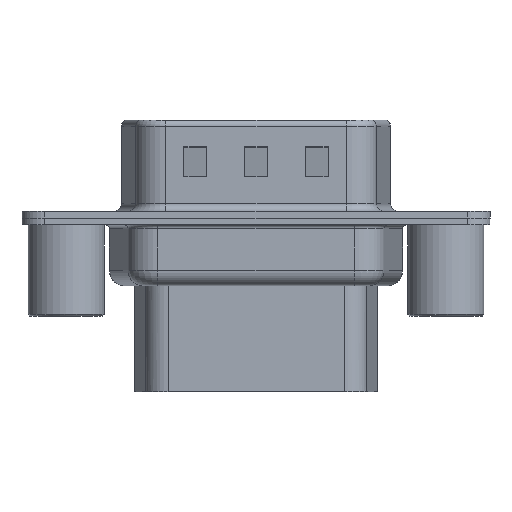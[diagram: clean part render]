
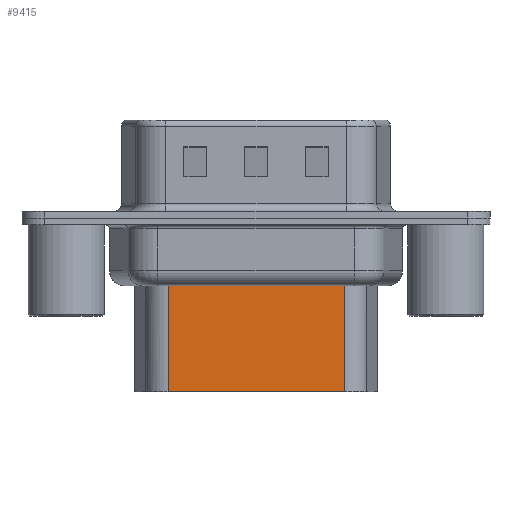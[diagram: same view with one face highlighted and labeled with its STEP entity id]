
A CAD part, front view. The second image highlights one B-rep face of the part: STEP entity #9415.
In plain terms, the highlighted planar face has unit normal (0, -1, 0).
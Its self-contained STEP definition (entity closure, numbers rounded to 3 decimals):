
#64 = DIRECTION ( 'NONE',  ( 1., 0., 0. ) ) ;
#974 = LINE ( 'NONE', #11799, #11139 ) ;
#1361 = CARTESIAN_POINT ( 'NONE',  ( 18.294, -3.5, -11.45 ) ) ;
#1443 = CARTESIAN_POINT ( 'NONE',  ( 18.294, -3.5, -4.097 ) ) ;
#1581 = DIRECTION ( 'NONE',  ( -1., 0., 0. ) ) ;
#1749 = VERTEX_POINT ( 'NONE', #12359 ) ;
#2034 = EDGE_CURVE ( 'NONE', #1749, #9691, #974, .T. ) ;
#2519 = CARTESIAN_POINT ( 'NONE',  ( 6.706, -3.5, -11.45 ) ) ;
#2558 = LINE ( 'NONE', #12389, #3159 ) ;
#3159 = VECTOR ( 'NONE', #1581, 1000. ) ;
#3607 = DIRECTION ( 'NONE',  ( 0., 0., -1. ) ) ;
#3708 = DIRECTION ( 'NONE',  ( -1., 0., 0. ) ) ;
#4001 = CARTESIAN_POINT ( 'NONE',  ( 6.706, -3.5, -3.1 ) ) ;
#4407 = LINE ( 'NONE', #6645, #11954 ) ;
#4738 = VECTOR ( 'NONE', #3607, 1000. ) ;
#5078 = ORIENTED_EDGE ( 'NONE', *, *, #10637, .T. ) ;
#5188 = VERTEX_POINT ( 'NONE', #1361 ) ;
#5392 = EDGE_CURVE ( 'NONE', #12420, #5188, #7986, .T. ) ;
#5672 = ORIENTED_EDGE ( 'NONE', *, *, #5392, .F. ) ;
#5678 = FACE_OUTER_BOUND ( 'NONE', #10498, .T. ) ;
#5901 = DIRECTION ( 'NONE',  ( 0., 0., -1. ) ) ;
#6590 = ORIENTED_EDGE ( 'NONE', *, *, #2034, .T. ) ;
#6645 = CARTESIAN_POINT ( 'NONE',  ( 6.459, -3.5, -4.097 ) ) ;
#7986 = LINE ( 'NONE', #10545, #4738 ) ;
#9415 = ADVANCED_FACE ( 'NONE', ( #5678 ), #11874, .T. ) ;
#9691 = VERTEX_POINT ( 'NONE', #2519 ) ;
#9904 = DIRECTION ( 'NONE',  ( 0., -1., 0. ) ) ;
#10096 = AXIS2_PLACEMENT_3D ( 'NONE', #4001, #9904, #64 ) ;
#10498 = EDGE_LOOP ( 'NONE', ( #5672, #5078, #6590, #11017 ) ) ;
#10545 = CARTESIAN_POINT ( 'NONE',  ( 18.294, -3.5, -3.1 ) ) ;
#10637 = EDGE_CURVE ( 'NONE', #12420, #1749, #4407, .T. ) ;
#10849 = EDGE_CURVE ( 'NONE', #5188, #9691, #2558, .T. ) ;
#11017 = ORIENTED_EDGE ( 'NONE', *, *, #10849, .F. ) ;
#11139 = VECTOR ( 'NONE', #5901, 1000. ) ;
#11799 = CARTESIAN_POINT ( 'NONE',  ( 6.706, -3.5, -3.1 ) ) ;
#11874 = PLANE ( 'NONE',  #10096 ) ;
#11954 = VECTOR ( 'NONE', #3708, 1000. ) ;
#12359 = CARTESIAN_POINT ( 'NONE',  ( 6.706, -3.5, -4.097 ) ) ;
#12389 = CARTESIAN_POINT ( 'NONE',  ( 6.706, -3.5, -11.45 ) ) ;
#12420 = VERTEX_POINT ( 'NONE', #1443 ) ;
